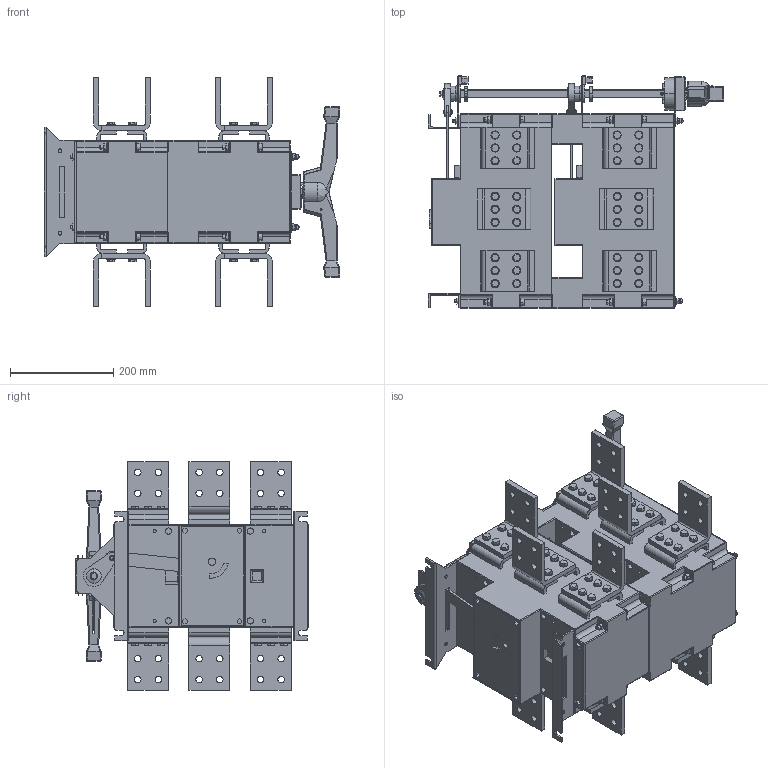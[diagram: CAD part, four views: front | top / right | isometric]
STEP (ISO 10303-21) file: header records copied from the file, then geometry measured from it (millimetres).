
FILE_DESCRIPTION (( 'STEP AP203' ), '1' );
FILE_NAME ('pscs-2500-3.ÃÌ Ðóáèëüíèê-ïåðåêëþ÷àòåëü 2500A 3P äëÿ ïðÿì. óñò. PowerSwitch.STEP', '2025-03-19T10:27:15', ( '' ), ( '' ), 'SwSTEP 2.0', 'SolidWorks 2021', '' );
FILE_SCHEMA (( 'CONFIG_CONTROL_DESIGN' ));
Products named in the file (1): pscs-2500-3.ÃÌ Ðóáèëüíèê-ïåðåêëþ÷àòåëü 2500A 3P äëÿ ïðÿì. óñò. PowerSwitch
Bounding box: 571.4 x 451 x 442 mm (x, y, z)
Volume: 33046772.2 mm3; surface area: 2239523.1 mm2
Topology: 91 solids, 92 shells, 5334 faces, 13136 edges, 8354 vertices
Faces by surface type: plane 2980, cylinder 1549, bspline 599, sphere 142, cone 42, torus 22
Entity records: 170852 total; most frequent: CARTESIAN_POINT 46351, ORIENTED_EDGE 26066, DIRECTION 24481, EDGE_CURVE 13033, LINE 8541, VECTOR 8541, VERTEX_POINT 8344, AXIS2_PLACEMENT_3D 7970
